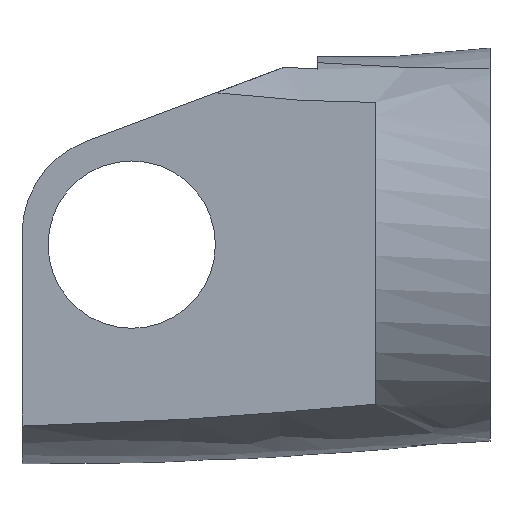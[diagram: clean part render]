
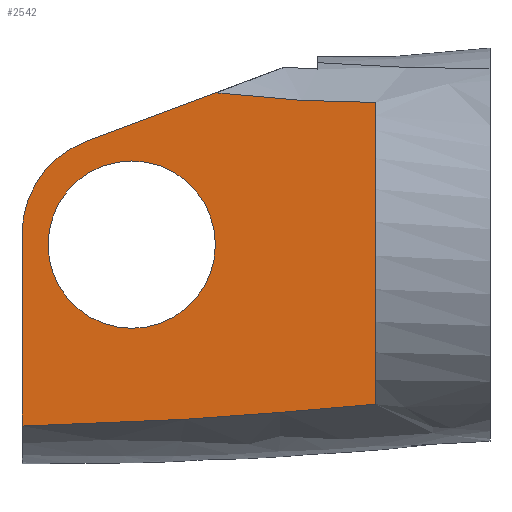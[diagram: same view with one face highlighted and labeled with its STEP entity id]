
A CAD part, left-side view. The second image highlights one B-rep face of the part: STEP entity #2542.
In plain terms, the highlighted planar face has unit normal (-1, 0, 0).
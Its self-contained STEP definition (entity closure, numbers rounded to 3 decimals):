
#4 = CARTESIAN_POINT ( 'NONE',  ( -4.5, 17.06, -6.614 ) ) ;
#12 = CARTESIAN_POINT ( 'NONE',  ( -4.5, 4.17, -5.818 ) ) ;
#101 = CARTESIAN_POINT ( 'NONE',  ( -4.5, 10.01, 0. ) ) ;
#113 = DIRECTION ( 'NONE',  ( 0., 1., 0. ) ) ;
#127 = EDGE_LOOP ( 'NONE', ( #690, #1557 ) ) ;
#139 = DIRECTION ( 'NONE',  ( 0., 0.937, -0.35 ) ) ;
#168 = LINE ( 'NONE', #1138, #2241 ) ;
#191 = CARTESIAN_POINT ( 'NONE',  ( -4.5, 6.315, -6.005 ) ) ;
#218 = CARTESIAN_POINT ( 'NONE',  ( -4.5, 12.756, -6.475 ) ) ;
#223 = CARTESIAN_POINT ( 'NONE',  ( -4.5, 17.06, 0.384 ) ) ;
#273 = DIRECTION ( 'NONE',  ( 0., 0., -1. ) ) ;
#331 = CARTESIAN_POINT ( 'NONE',  ( -4.5, 13.06, 0. ) ) ;
#356 = VECTOR ( 'NONE', #2306, 1000. ) ;
#395 = CIRCLE ( 'NONE', #2082, 3.05 ) ;
#412 = CARTESIAN_POINT ( 'NONE',  ( -4.5, 4.17, 5.183 ) ) ;
#534 = ORIENTED_EDGE ( 'NONE', *, *, #1807, .T. ) ;
#562 = CARTESIAN_POINT ( 'NONE',  ( -4.5, 20.863, 1.471 ) ) ;
#585 = ORIENTED_EDGE ( 'NONE', *, *, #1586, .F. ) ;
#589 = CARTESIAN_POINT ( 'NONE',  ( -4.5, 9.989, 5.535 ) ) ;
#690 = ORIENTED_EDGE ( 'NONE', *, *, #2272, .F. ) ;
#732 = ORIENTED_EDGE ( 'NONE', *, *, #960, .T. ) ;
#741 = VERTEX_POINT ( 'NONE', #2433 ) ;
#747 = CARTESIAN_POINT ( 'NONE',  ( -4.5, 16.11, 0. ) ) ;
#781 = DIRECTION ( 'NONE',  ( 0., -1., 0. ) ) ;
#797 = CARTESIAN_POINT ( 'NONE',  ( -4.5, 8.056, 5.334 ) ) ;
#916 = DIRECTION ( 'NONE',  ( 1., 0., 0. ) ) ;
#922 = EDGE_CURVE ( 'NONE', #1027, #1796, #2422, .T. ) ;
#960 = EDGE_CURVE ( 'NONE', #2395, #2247, #1420, .T. ) ;
#1003 = EDGE_CURVE ( 'NONE', #2395, #1440, #168, .T. ) ;
#1027 = VERTEX_POINT ( 'NONE', #1565 ) ;
#1079 = ORIENTED_EDGE ( 'NONE', *, *, #1003, .F. ) ;
#1138 = CARTESIAN_POINT ( 'NONE',  ( -4.5, 4.17, -6.614 ) ) ;
#1177 = EDGE_CURVE ( 'NONE', #1224, #1938, #395, .T. ) ;
#1212 = DIRECTION ( 'NONE',  ( -1., 0., 0. ) ) ;
#1224 = VERTEX_POINT ( 'NONE', #747 ) ;
#1252 = CIRCLE ( 'NONE', #1481, 3.05 ) ;
#1341 = B_SPLINE_CURVE_WITH_KNOTS ( 'NONE', 3,
 ( #4, #1624, #218, #2429, #2238, #191, #2000, #12 ),
 .UNSPECIFIED., .F., .F.,
 ( 4, 2, 2, 4 ),
 ( 0., 0.006, 0.01, 0.013 ),
 .UNSPECIFIED. ) ;
#1401 = CARTESIAN_POINT ( 'NONE',  ( -4.5, 5.143, 5.174 ) ) ;
#1407 = CARTESIAN_POINT ( 'NONE',  ( -4.5, 4.17, -5.818 ) ) ;
#1420 = B_SPLINE_CURVE_WITH_KNOTS ( 'NONE', 3,
 ( #2476, #1401, #2183, #797, #1979, #589 ),
 .UNSPECIFIED., .F., .F.,
 ( 4, 2, 4 ),
 ( -0.002, 0.001, 0.004 ),
 .UNSPECIFIED. ) ;
#1440 = VERTEX_POINT ( 'NONE', #1407 ) ;
#1443 = LINE ( 'NONE', #2119, #356 ) ;
#1481 = AXIS2_PLACEMENT_3D ( 'NONE', #2383, #1212, #2577 ) ;
#1506 = CARTESIAN_POINT ( 'NONE',  ( -4.5, 17.06, -8.705 ) ) ;
#1557 = ORIENTED_EDGE ( 'NONE', *, *, #1177, .F. ) ;
#1565 = CARTESIAN_POINT ( 'NONE',  ( -4.5, 14.71, 3.77 ) ) ;
#1586 = EDGE_CURVE ( 'NONE', #741, #1796, #1443, .T. ) ;
#1624 = CARTESIAN_POINT ( 'NONE',  ( -4.5, 14.907, -6.566 ) ) ;
#1753 = FACE_OUTER_BOUND ( 'NONE', #2591, .T. ) ;
#1758 = AXIS2_PLACEMENT_3D ( 'NONE', #2309, #1898, #113 ) ;
#1796 = VERTEX_POINT ( 'NONE', #223 ) ;
#1807 = EDGE_CURVE ( 'NONE', #741, #1440, #1341, .T. ) ;
#1833 = AXIS2_PLACEMENT_3D ( 'NONE', #1506, #916, #2293 ) ;
#1862 = ORIENTED_EDGE ( 'NONE', *, *, #2164, .T. ) ;
#1898 = DIRECTION ( 'NONE',  ( -1., 0., 0. ) ) ;
#1904 = VECTOR ( 'NONE', #139, 1000. ) ;
#1938 = VERTEX_POINT ( 'NONE', #101 ) ;
#1963 = LINE ( 'NONE', #562, #1904 ) ;
#1979 = CARTESIAN_POINT ( 'NONE',  ( -4.5, 9.024, 5.425 ) ) ;
#2000 = CARTESIAN_POINT ( 'NONE',  ( -4.5, 5.243, -5.909 ) ) ;
#2079 = PLANE ( 'NONE',  #1833 ) ;
#2082 = AXIS2_PLACEMENT_3D ( 'NONE', #331, #2310, #781 ) ;
#2111 = ORIENTED_EDGE ( 'NONE', *, *, #922, .T. ) ;
#2119 = CARTESIAN_POINT ( 'NONE',  ( -4.5, 17.06, -8.705 ) ) ;
#2164 = EDGE_CURVE ( 'NONE', #2247, #1027, #1963, .T. ) ;
#2183 = CARTESIAN_POINT ( 'NONE',  ( -4.5, 6.116, 5.209 ) ) ;
#2238 = CARTESIAN_POINT ( 'NONE',  ( -4.5, 8.46, -6.183 ) ) ;
#2241 = VECTOR ( 'NONE', #273, 1000. ) ;
#2247 = VERTEX_POINT ( 'NONE', #2366 ) ;
#2272 = EDGE_CURVE ( 'NONE', #1938, #1224, #1252, .T. ) ;
#2293 = DIRECTION ( 'NONE',  ( 0., 1., 0. ) ) ;
#2306 = DIRECTION ( 'NONE',  ( 0., 0., 1. ) ) ;
#2309 = CARTESIAN_POINT ( 'NONE',  ( -4.5, 13.445, 0.384 ) ) ;
#2310 = DIRECTION ( 'NONE',  ( -1., 0., 0. ) ) ;
#2366 = CARTESIAN_POINT ( 'NONE',  ( -4.5, 9.989, 5.535 ) ) ;
#2383 = CARTESIAN_POINT ( 'NONE',  ( -4.5, 13.06, 0. ) ) ;
#2388 = FACE_BOUND ( 'NONE', #127, .T. ) ;
#2395 = VERTEX_POINT ( 'NONE', #412 ) ;
#2422 = CIRCLE ( 'NONE', #1758, 3.615 ) ;
#2429 = CARTESIAN_POINT ( 'NONE',  ( -4.5, 9.534, -6.265 ) ) ;
#2433 = CARTESIAN_POINT ( 'NONE',  ( -4.5, 17.06, -6.614 ) ) ;
#2476 = CARTESIAN_POINT ( 'NONE',  ( -4.5, 4.17, 5.183 ) ) ;
#2542 = ADVANCED_FACE ( 'NONE', ( #2388, #1753 ), #2079, .F. ) ;
#2577 = DIRECTION ( 'NONE',  ( 0., -1., 0. ) ) ;
#2591 = EDGE_LOOP ( 'NONE', ( #1862, #2111, #585, #534, #1079, #732 ) ) ;
